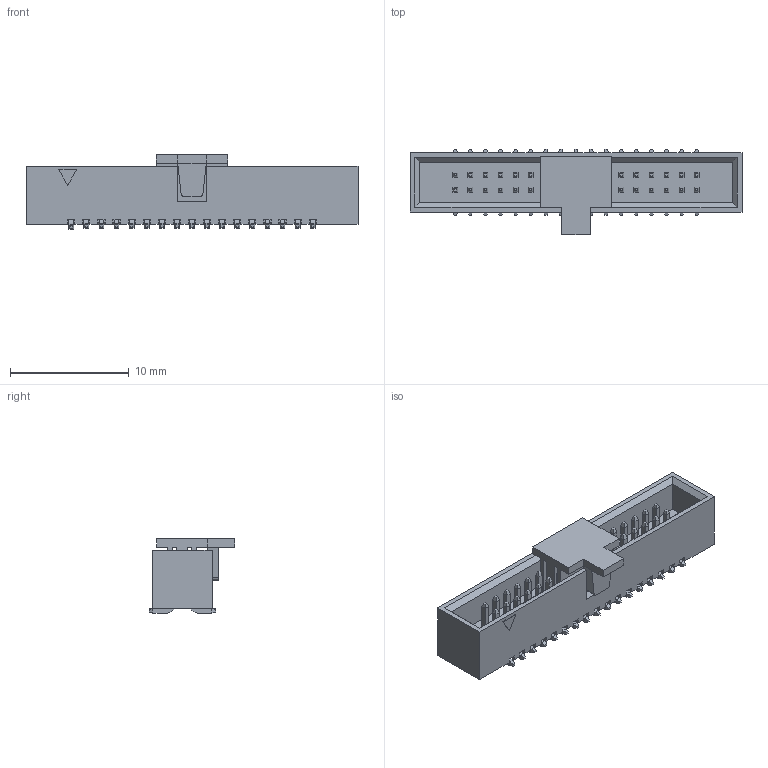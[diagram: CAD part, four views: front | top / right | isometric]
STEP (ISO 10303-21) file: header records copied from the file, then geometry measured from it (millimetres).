
FILE_DESCRIPTION(/* description */ ('Unknown'),/* implementation_level */ '2;1');
FILE_NAME(/* name */ '62733420621',/* time_stamp */ '2020-05-28T13:39:56+02:00',/* author */ ('Unknown'),/* organization */ ('Unknown'),/* preprocessor_version */ 'ST-DEVELOPER v16.7',/* originating_system */ 'DEX',/* authorisation */ $);
FILE_SCHEMA (('AUTOMOTIVE_DESIGN { 1 0 10303 214 3 1 1 }','AUTOMOTIVE_DESIGN {1 0 10303 214 3 1 1}'));
Length unit declared in the file: millimetre
Products named in the file (4): 6273xx20621; 62703420621; 6270xx20621_PIN; 6273xx20621_Cap
Assembly tree (36 placements, depth 2):
  6273xx20621
    62703420621
    6270xx20621_PIN  x34
    6273xx20621_Cap
Bounding box: 27.94 x 7.22 x 6.26 mm (x, y, z)
Volume: 472.1 mm3; surface area: 1452.4 mm2
Topology: 36 solids, 36 shells, 1039 faces, 2650 edges, 1650 vertices
Faces by surface type: plane 969, cylinder 70
Entity records: 17821 total; most frequent: CARTESIAN_POINT 2670, ORIENTED_EDGE 2660, DIRECTION 2302, EDGE_CURVE 1330, LINE 1322, VECTOR 1322, VERTEX_POINT 858, AXIS2_PLACEMENT_3D 490
